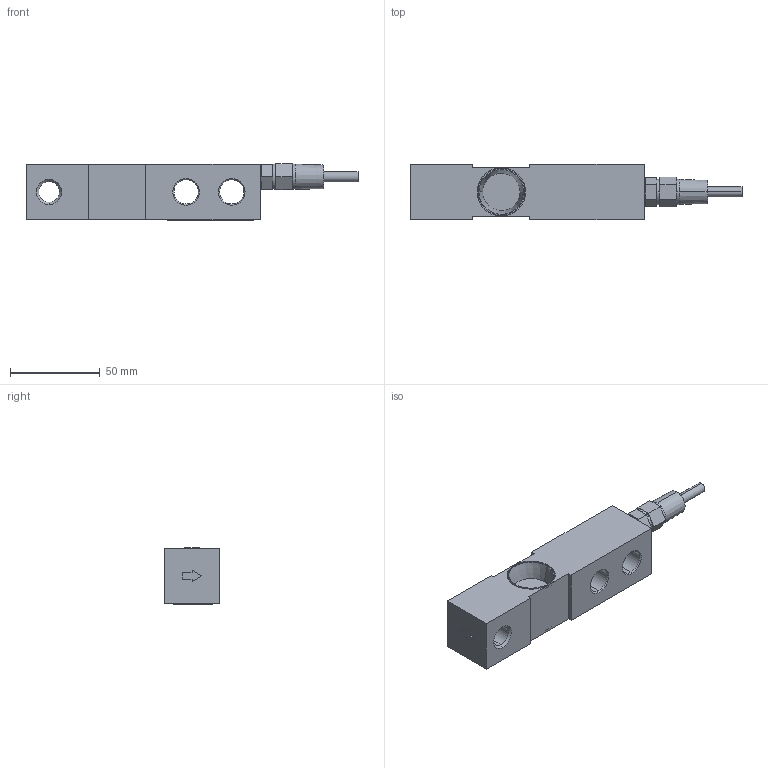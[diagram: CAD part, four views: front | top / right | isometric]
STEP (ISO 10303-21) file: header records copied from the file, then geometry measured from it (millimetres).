
FILE_DESCRIPTION (( 'STEP AP214' ), '1' );
FILE_NAME ('XA4-C-500 to 5KSE X1 (STEP).STEP', '2022-04-07T22:50:00', ( '' ), ( '' ), 'SwSTEP 2.0', 'SolidWorks 2021', '' );
FILE_SCHEMA (( 'AUTOMOTIVE_DESIGN' ));
Length unit declared in the file: inch
Products named in the file (1): XA4-C-500 to 5KSE X1 (STEP)
Bounding box: 184.63 x 30.99 x 31.15 mm (x, y, z)
Volume: 106412.4 mm3; surface area: 27439.5 mm2
Topology: 3 solids, 3 shells, 202 faces, 911 edges, 814 vertices
Faces by surface type: plane 146, cylinder 30, cone 26
Entity records: 16085 total; most frequent: CARTESIAN_POINT 5924, ORIENTED_EDGE 1822, DIRECTION 1139, EDGE_CURVE 911, VERTEX_POINT 814, VECTOR 553, LINE 553, EDGE_LOOP 307
